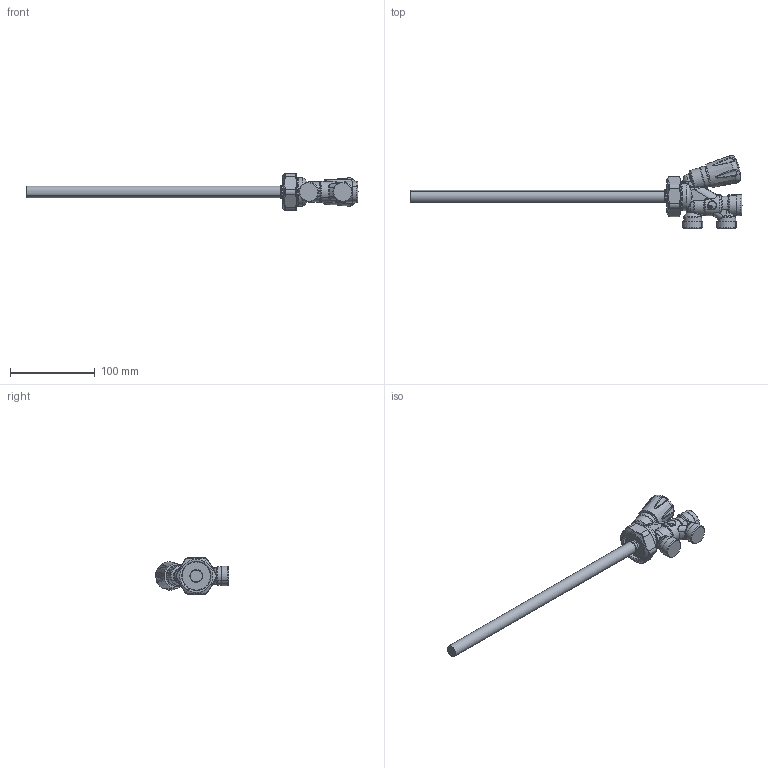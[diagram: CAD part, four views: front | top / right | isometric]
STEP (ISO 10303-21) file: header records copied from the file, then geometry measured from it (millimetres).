
FILE_DESCRIPTION(('CATIA V5 STEP Exchange'),'2;1');
FILE_NAME('STEP_455600_-_TST.stp','2018-10-25T12:23:47+00:00',('none'),('none'),'CATIA Version 5-6 Release 2016 SP4','CATIA V5 STEP AP203','none');
FILE_SCHEMA(('CONFIG_CONTROL_DESIGN'));
Length unit declared in the file: millimetre
Products named in the file (1): _4556000001_sw0001
Bounding box: 391 x 86.21 x 43 mm (x, y, z)
Surface area: 36657.7 mm2 (no closed solid volume)
Topology: 0 solids, 19 shells, 412 faces, 1064 edges, 639 vertices
Faces by surface type: bspline 176, cylinder 94, cone 54, torus 44, plane 26, sphere 18
Entity records: 22292 total; most frequent: CARTESIAN_POINT 15008, ORIENTED_EDGE 1862, EDGE_CURVE 1050, DIRECTION 870, VERTEX_POINT 639, AXIS2_PLACEMENT_3D 466, ADVANCED_FACE 412, EDGE_LOOP 412
